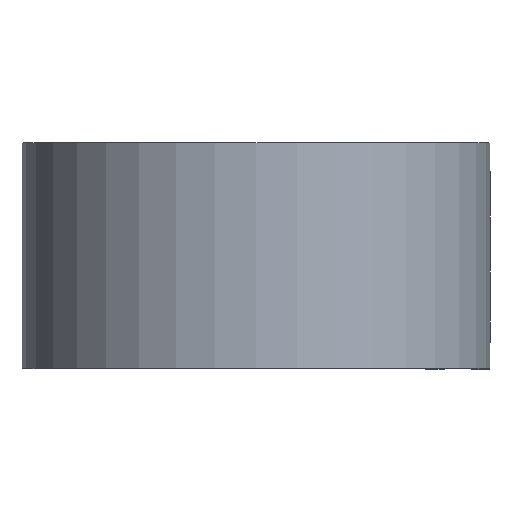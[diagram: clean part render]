
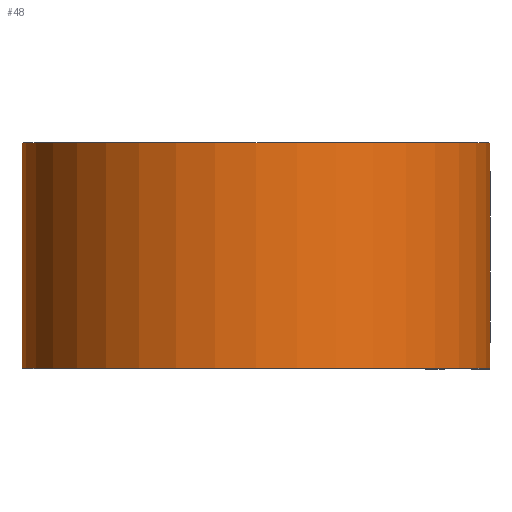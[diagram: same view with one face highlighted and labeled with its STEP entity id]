
A CAD part, top view. The second image highlights one B-rep face of the part: STEP entity #48.
In plain terms, the highlighted cylindrical face has radius 19.774 mm (diameter 39.548 mm), a partial arc.
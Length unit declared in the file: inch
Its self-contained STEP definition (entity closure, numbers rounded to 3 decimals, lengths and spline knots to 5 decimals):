
#9 = DIRECTION ( 'NONE',  ( 0., -1., 0. ) ) ;
#19 = VERTEX_POINT ( 'NONE', #444 ) ;
#24 = CARTESIAN_POINT ( 'NONE',  ( 0., 0.375, -0.7785 ) ) ;
#30 = VERTEX_POINT ( 'NONE', #371 ) ;
#41 = DIRECTION ( 'NONE',  ( 1., 0., 0. ) ) ;
#47 = DIRECTION ( 'NONE',  ( 0., 1., 0. ) ) ;
#48 = ADVANCED_FACE ( 'NONE', ( #416 ), #293, .T. ) ;
#56 = CARTESIAN_POINT ( 'NONE',  ( 0., -0.375, 0. ) ) ;
#75 = EDGE_CURVE ( 'NONE', #158, #30, #335, .T. ) ;
#79 = ORIENTED_EDGE ( 'NONE', *, *, #535, .F. ) ;
#93 = VECTOR ( 'NONE', #301, 39.37008 ) ;
#103 = ORIENTED_EDGE ( 'NONE', *, *, #209, .F. ) ;
#126 = AXIS2_PLACEMENT_3D ( 'NONE', #603, #485, #479 ) ;
#131 = VECTOR ( 'NONE', #9, 39.37008 ) ;
#134 = ORIENTED_EDGE ( 'NONE', *, *, #452, .T. ) ;
#147 = LINE ( 'NONE', #24, #131 ) ;
#158 = VERTEX_POINT ( 'NONE', #431 ) ;
#163 = VERTEX_POINT ( 'NONE', #573 ) ;
#209 = EDGE_CURVE ( 'NONE', #163, #19, #442, .T. ) ;
#233 = DIRECTION ( 'NONE',  ( 0., 0., -1. ) ) ;
#244 = ORIENTED_EDGE ( 'NONE', *, *, #75, .T. ) ;
#267 = CARTESIAN_POINT ( 'NONE',  ( 0., 0.375, 0. ) ) ;
#270 = DIRECTION ( 'NONE',  ( 0., -1., 0. ) ) ;
#292 = AXIS2_PLACEMENT_3D ( 'NONE', #267, #270, #233 ) ;
#293 = CYLINDRICAL_SURFACE ( 'NONE', #292, 0.7785 ) ;
#301 = DIRECTION ( 'NONE',  ( 0., -1., 0. ) ) ;
#335 = CIRCLE ( 'NONE', #443, 0.7785 ) ;
#371 = CARTESIAN_POINT ( 'NONE',  ( 0.7785, -0.375, 0. ) ) ;
#416 = FACE_OUTER_BOUND ( 'NONE', #591, .T. ) ;
#431 = CARTESIAN_POINT ( 'NONE',  ( 0., -0.375, -0.7785 ) ) ;
#442 = CIRCLE ( 'NONE', #126, 0.7785 ) ;
#443 = AXIS2_PLACEMENT_3D ( 'NONE', #56, #47, #41 ) ;
#444 = CARTESIAN_POINT ( 'NONE',  ( 0.7785, 0.375, 0. ) ) ;
#452 = EDGE_CURVE ( 'NONE', #163, #158, #147, .T. ) ;
#479 = DIRECTION ( 'NONE',  ( 1., 0., 0. ) ) ;
#485 = DIRECTION ( 'NONE',  ( 0., 1., 0. ) ) ;
#535 = EDGE_CURVE ( 'NONE', #19, #30, #558, .T. ) ;
#538 = CARTESIAN_POINT ( 'NONE',  ( 0.7785, 0.375, 0. ) ) ;
#558 = LINE ( 'NONE', #538, #93 ) ;
#573 = CARTESIAN_POINT ( 'NONE',  ( 0., 0.375, -0.7785 ) ) ;
#591 = EDGE_LOOP ( 'NONE', ( #244, #79, #103, #134 ) ) ;
#603 = CARTESIAN_POINT ( 'NONE',  ( 0., 0.375, 0. ) ) ;
